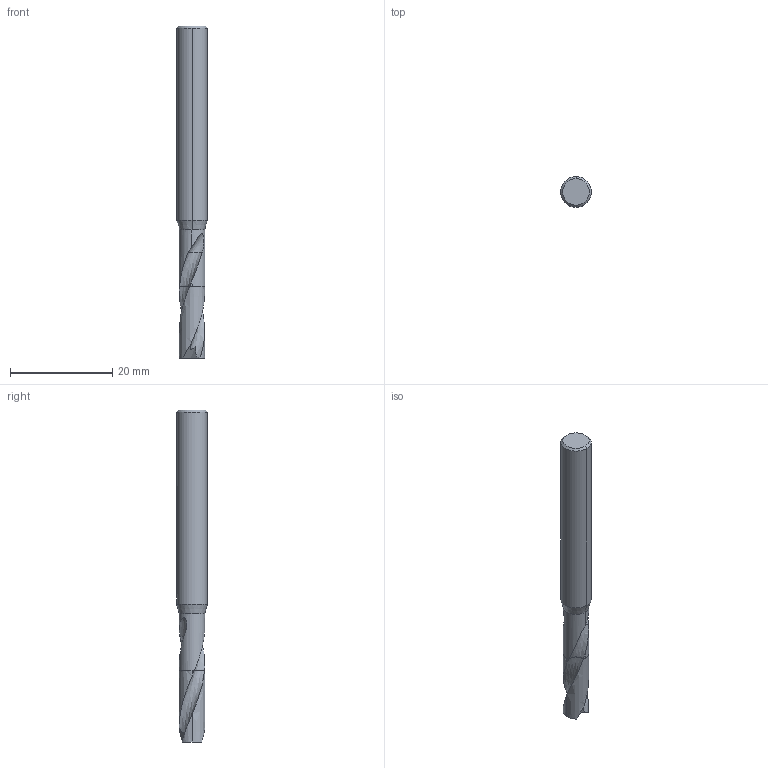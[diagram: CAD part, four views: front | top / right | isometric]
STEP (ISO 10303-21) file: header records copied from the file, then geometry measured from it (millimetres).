
FILE_DESCRIPTION(('no description'),'unknown implementation level');
FILE_NAME('solidbWhTwJMWUoQu7qq4p7gaPywNYD0_1.STP',' ',('CIM GmbH Aachen'),('CADClick - KiM GmbH - www.kimweb.de'),'unknown preprocess','ACIS','unknown authorization');
FILE_SCHEMA(('automotive_design'));
Length unit declared in the file: millimetre
Products named in the file (2): 1; 2
Bounding box: 6 x 6 x 65 mm (x, y, z)
Volume: 1496 mm3; surface area: 1235.8 mm2
Topology: 2 solids, 2 shells, 51 faces, 133 edges, 86 vertices
Faces by surface type: plane 17, cone 14, cylinder 14, bspline 4, revolution 2
Entity records: 5728 total; most frequent: CARTESIAN_POINT 3001, STYLED_ITEM 272, PRESENTATION_STYLE_ASSIGNMENT 272, COLOUR_RGB 272, ORIENTED_EDGE 266, DIRECTION 219, EDGE_CURVE 133, CURVE_STYLE 133
